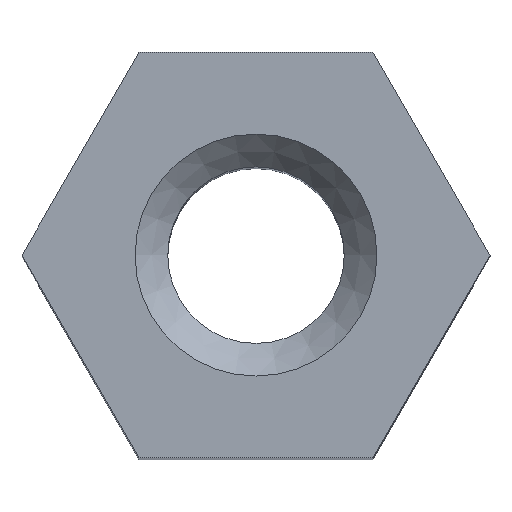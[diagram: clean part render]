
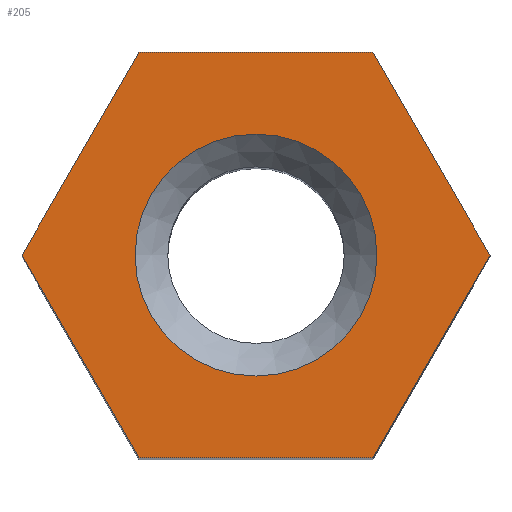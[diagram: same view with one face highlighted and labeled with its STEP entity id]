
A CAD part, top view. The second image highlights one B-rep face of the part: STEP entity #205.
In plain terms, the highlighted planar face has unit normal (0, 0, 1).
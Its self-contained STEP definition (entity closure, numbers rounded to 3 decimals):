
#15=FACE_BOUND('',#50,.T.);
#23=PLANE('',#235);
#37=FACE_OUTER_BOUND('',#49,.T.);
#49=EDGE_LOOP('',(#186,#187,#188,#189,#190,#191));
#50=EDGE_LOOP('',(#192));
#54=LINE('',#311,#75);
#58=LINE('',#319,#79);
#61=LINE('',#325,#82);
#64=LINE('',#331,#85);
#67=LINE('',#337,#88);
#70=LINE('',#342,#91);
#75=VECTOR('',#259,1000.);
#79=VECTOR('',#265,1000.);
#82=VECTOR('',#270,1000.);
#85=VECTOR('',#275,1000.);
#88=VECTOR('',#280,1000.);
#91=VECTOR('',#285,1000.);
#94=CIRCLE('',#222,1.85);
#99=VERTEX_POINT('',#295);
#103=VERTEX_POINT('',#309);
#104=VERTEX_POINT('',#310);
#107=VERTEX_POINT('',#318);
#109=VERTEX_POINT('',#324);
#111=VERTEX_POINT('',#330);
#113=VERTEX_POINT('',#336);
#117=EDGE_CURVE('',#99,#99,#94,.T.);
#123=EDGE_CURVE('',#103,#104,#54,.T.);
#127=EDGE_CURVE('',#107,#103,#58,.T.);
#130=EDGE_CURVE('',#109,#107,#61,.T.);
#133=EDGE_CURVE('',#111,#109,#64,.T.);
#136=EDGE_CURVE('',#113,#111,#67,.T.);
#139=EDGE_CURVE('',#104,#113,#70,.T.);
#186=ORIENTED_EDGE('',*,*,#123,.T.);
#187=ORIENTED_EDGE('',*,*,#139,.T.);
#188=ORIENTED_EDGE('',*,*,#136,.T.);
#189=ORIENTED_EDGE('',*,*,#133,.T.);
#190=ORIENTED_EDGE('',*,*,#130,.T.);
#191=ORIENTED_EDGE('',*,*,#127,.T.);
#192=ORIENTED_EDGE('',*,*,#117,.T.);
#205=ADVANCED_FACE('',(#37,#15),#23,.T.);
#222=AXIS2_PLACEMENT_3D('',#297,#243,#244);
#235=AXIS2_PLACEMENT_3D('',#345,#289,#290);
#243=DIRECTION('center_axis',(0.,0.,-1.));
#244=DIRECTION('ref_axis',(1.,0.,0.));
#259=DIRECTION('',(1.,0.,0.));
#265=DIRECTION('',(0.5,-0.866,0.));
#270=DIRECTION('',(-0.5,-0.866,0.));
#275=DIRECTION('',(-1.,0.,0.));
#280=DIRECTION('',(-0.5,0.866,0.));
#285=DIRECTION('',(0.5,0.866,0.));
#289=DIRECTION('center_axis',(0.,0.,1.));
#290=DIRECTION('ref_axis',(1.,0.,0.));
#295=CARTESIAN_POINT('',(-1.85,0.,0.));
#297=CARTESIAN_POINT('Origin',(0.,0.,0.));
#309=CARTESIAN_POINT('',(-1.79,-3.1,0.));
#310=CARTESIAN_POINT('',(1.79,-3.1,0.));
#311=CARTESIAN_POINT('',(-1.79,-3.1,0.));
#318=CARTESIAN_POINT('',(-3.58,0.,0.));
#319=CARTESIAN_POINT('',(-3.58,0.,0.));
#324=CARTESIAN_POINT('',(-1.79,3.1,0.));
#325=CARTESIAN_POINT('',(-1.79,3.1,0.));
#330=CARTESIAN_POINT('',(1.79,3.1,0.));
#331=CARTESIAN_POINT('',(1.79,3.1,0.));
#336=CARTESIAN_POINT('',(3.58,0.,0.));
#337=CARTESIAN_POINT('',(3.58,0.,0.));
#342=CARTESIAN_POINT('',(1.79,-3.1,0.));
#345=CARTESIAN_POINT('Origin',(0.,0.,0.));
